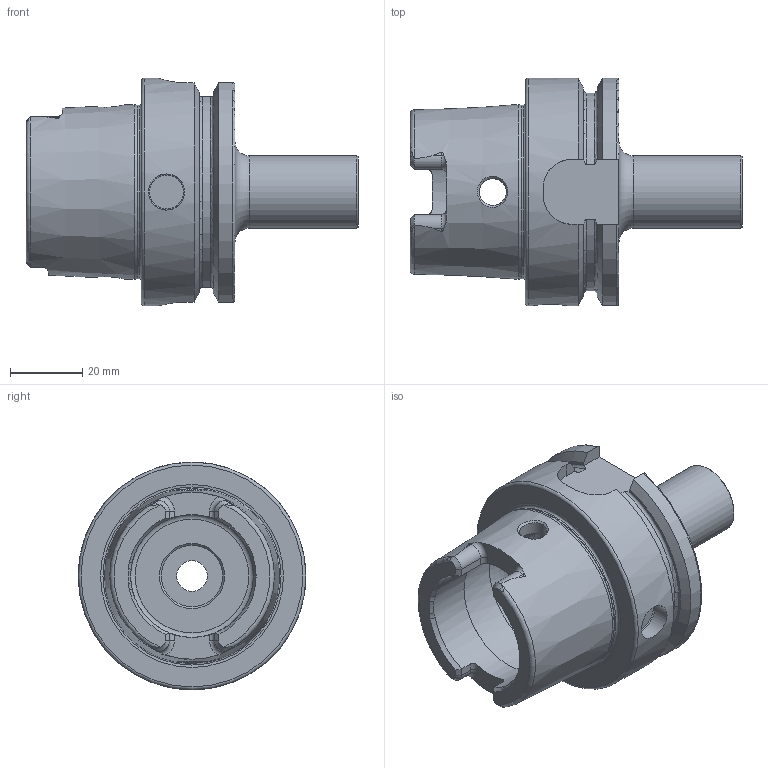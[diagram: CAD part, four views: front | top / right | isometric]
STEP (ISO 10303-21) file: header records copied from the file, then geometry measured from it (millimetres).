
FILE_DESCRIPTION (( 'STEP AP214' ), '1' );
FILE_NAME ('HA6.CA1.K01.060.STEP', '2020-07-16T10:46:05', ( '' ), ( '' ), 'SwSTEP 2.0', 'SolidWorks 2017', '' );
FILE_SCHEMA (( 'AUTOMOTIVE_DESIGN' ));
Length unit declared in the file: millimetre
Products named in the file (1): HA6.CA1.K01.060
Bounding box: 91.9 x 63 x 63 mm (x, y, z)
Volume: 89746.5 mm3; surface area: 25182.5 mm2
Topology: 1 solids, 1 shells, 140 faces, 369 edges, 236 vertices
Faces by surface type: plane 48, cylinder 33, cone 26, torus 23, bspline 10
Full cylindrical faces by diameter (mm): 7.5 x2, 8.5 x1, 10 x1, 11 x1, 11.5 x1, 17 x1, 19 x1, 20 x1, 34 x2, 40 x1, 47.941 x1, 63 x1
Entity records: 6564 total; most frequent: CARTESIAN_POINT 2439, ORIENTED_EDGE 646, DIRECTION 586, EDGE_CURVE 323, AXIS2_PLACEMENT_3D 245, VERTEX_POINT 226, EDGE_LOOP 187, FACE_OUTER_BOUND 166
